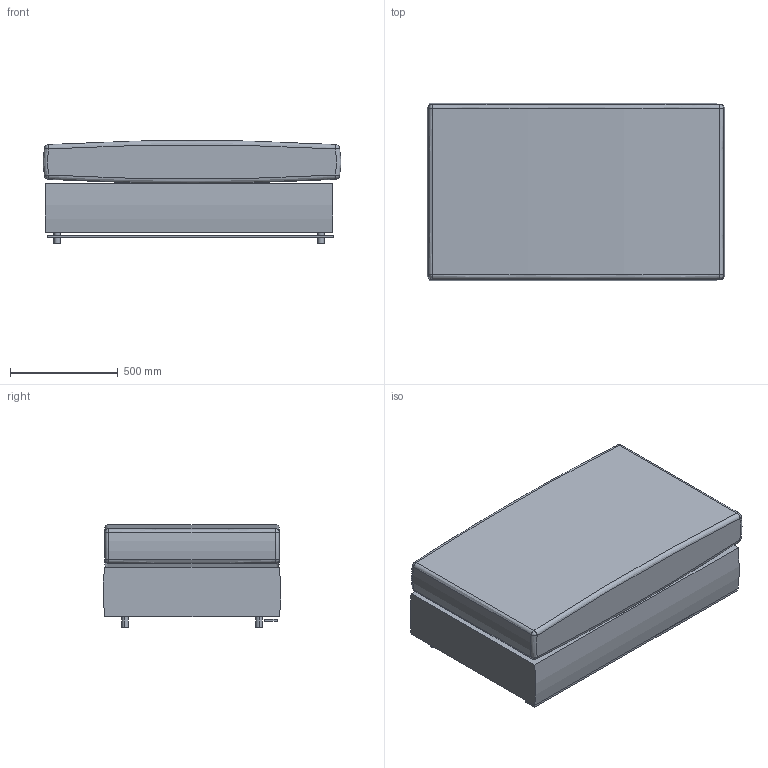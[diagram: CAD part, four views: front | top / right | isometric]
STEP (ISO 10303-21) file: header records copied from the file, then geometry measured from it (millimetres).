
FILE_DESCRIPTION(/* description */ (''),/* implementation_level */ '2;1');
FILE_NAME(/* name */ '810 Fly pouf 135',/* time_stamp */ '2013-10-18T09:33:48+02:00',/* author */ (''),/* organization */ (''),/* preprocessor_version */ 'ST-DEVELOPER v10',/* originating_system */ '',/* authorisation */ '');
FILE_SCHEMA (('CONFIG_CONTROL_DESIGN'));
Length unit declared in the file: millimetre
Products named in the file (1): 1
Bounding box: 1378.23 x 824.69 x 474.36 mm (x, y, z)
Volume: 207400650.3 mm3; surface area: 6272886.5 mm2
Topology: 6 solids, 7 shells, 55 faces, 103 edges, 61 vertices
Faces by surface type: bspline 55
Entity records: 1744 total; most frequent: CARTESIAN_POINT 1053, ORIENTED_EDGE 200, EDGE_CURVE 104, VERTEX_POINT 62, ADVANCED_FACE 55, FACE_OUTER_BOUND 55, EDGE_LOOP 55, B_SPLINE_CURVE_WITH_KNOTS 32
